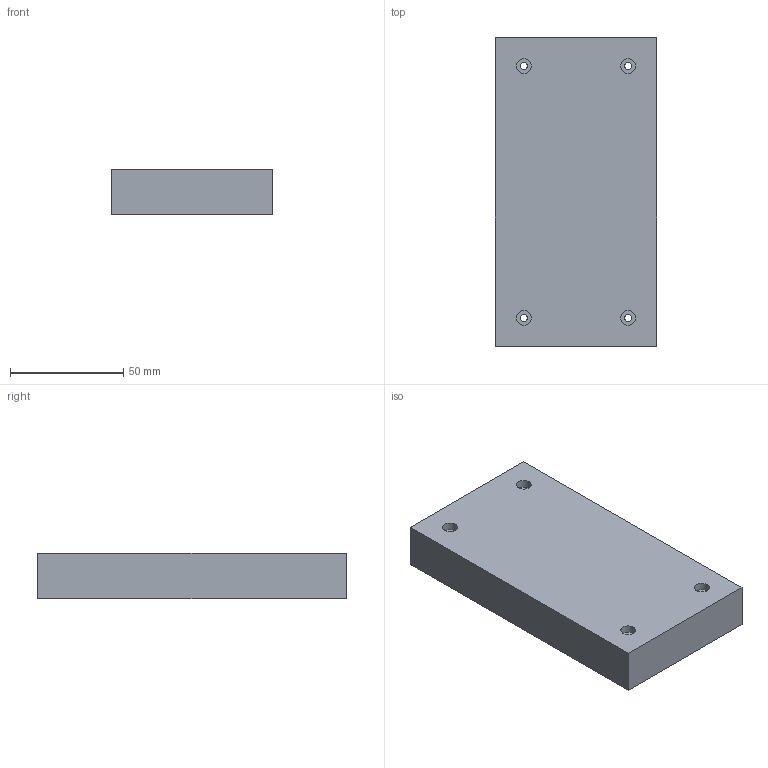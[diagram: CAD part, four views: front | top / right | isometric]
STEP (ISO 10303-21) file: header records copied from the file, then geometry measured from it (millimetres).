
FILE_DESCRIPTION(/* description */ ('STEP AP242','CAx-IF Rec.Pracs.---Representation and Presentation of Product Manufacturing Information (PMI)---4.0---2014-10-13','CAx-IF Rec.Pracs.---3D Tessellated Geometry---0.4---2014-09-14','2;1'),/* implementation_level */ '2;1');
FILE_NAME(/* name */ '6469da43444c7e039afd37f7',/* time_stamp */ '2023-05-21T08:45:56Z',/* author */ (''),/* organization */ (''),/* preprocessor_version */ 'ST-DEVELOPER v19.4',/* originating_system */ ' ',/* authorisation */ ' ');
FILE_SCHEMA (('AP242_MANAGED_MODEL_BASED_3D_ENGINEERING_MIM_LF { 1 0 10303 442 1 1 4 }'));
Length unit declared in the file: metre
Products named in the file (1): Lid
Bounding box: 71 x 136 x 20 mm (x, y, z)
Volume: 77317.2 mm3; surface area: 33483.9 mm2
Topology: 1 solids, 1 shells, 23 faces, 48 edges, 32 vertices
Faces by surface type: plane 15, cylinder 8
Full cylindrical faces by diameter (mm): 3.2 x4, 6.5 x4
Entity records: 616 total; most frequent: DIRECTION 104, CARTESIAN_POINT 96, ORIENTED_EDGE 80, EDGE_LOOP 44, FACE_BOUND 44, EDGE_CURVE 40, AXIS2_PLACEMENT_3D 40, VERTEX_POINT 32
